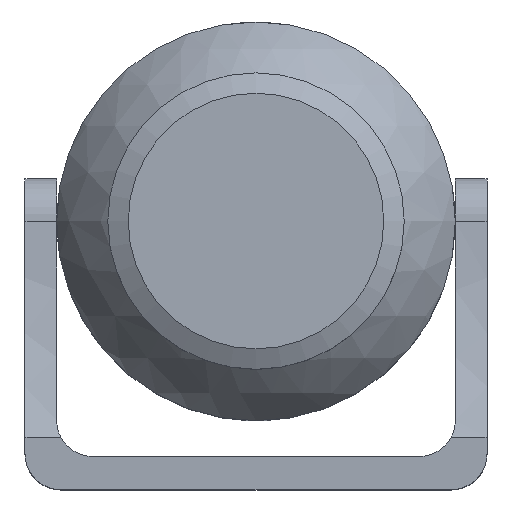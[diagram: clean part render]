
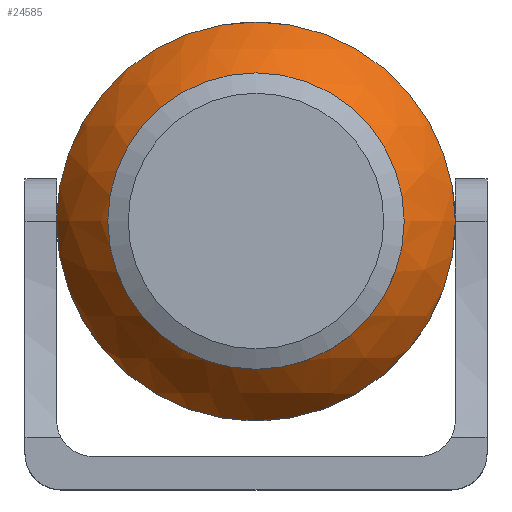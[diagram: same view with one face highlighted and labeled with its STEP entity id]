
A CAD part, top view. The second image highlights one B-rep face of the part: STEP entity #24585.
In plain terms, the highlighted spherical face has radius 22 mm.
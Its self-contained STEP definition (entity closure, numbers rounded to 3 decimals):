
#775=SPHERICAL_SURFACE('',#26297,22.);
#1382=FACE_BOUND('',#4127,.T.);
#2660=FACE_OUTER_BOUND('',#4126,.T.);
#4126=EDGE_LOOP('',(#22587,#22588));
#4127=EDGE_LOOP('',(#22589));
#5739=CIRCLE('',#24702,19.5);
#6706=CIRCLE('',#26298,19.5);
#6707=CIRCLE('',#26299,14.5);
#9299=VERTEX_POINT('',#31235);
#9300=VERTEX_POINT('',#31237);
#11678=VERTEX_POINT('',#68149);
#11833=EDGE_CURVE('',#9300,#9299,#5739,.T.);
#15368=EDGE_CURVE('',#9299,#9300,#6706,.T.);
#15369=EDGE_CURVE('',#11678,#11678,#6707,.T.);
#22587=ORIENTED_EDGE('',*,*,#15368,.T.);
#22588=ORIENTED_EDGE('',*,*,#11833,.T.);
#22589=ORIENTED_EDGE('',*,*,#15369,.F.);
#24585=ADVANCED_FACE('',(#2660,#1382),#775,.T.);
#24702=AXIS2_PLACEMENT_3D('',#31238,#26446,#26447);
#26297=AXIS2_PLACEMENT_3D('',#68147,#30813,#30814);
#26298=AXIS2_PLACEMENT_3D('',#68148,#30815,#30816);
#26299=AXIS2_PLACEMENT_3D('',#68150,#30817,#30818);
#26446=DIRECTION('center_axis',(0.,0.,
1.));
#26447=DIRECTION('ref_axis',(0.,-1.,0.));
#30813=DIRECTION('center_axis',(0.,1.,0.));
#30814=DIRECTION('ref_axis',(0.,0.,
1.));
#30815=DIRECTION('center_axis',(0.,0.,
1.));
#30816=DIRECTION('ref_axis',(0.,-1.,0.));
#30817=DIRECTION('center_axis',(0.,0.,
1.));
#30818=DIRECTION('ref_axis',(0.,-1.,0.));
#31235=CARTESIAN_POINT('',(-19.5,0.,0.));
#31237=CARTESIAN_POINT('',(19.5,0.,0.));
#31238=CARTESIAN_POINT('Origin',(0.,0.,
0.));
#68147=CARTESIAN_POINT('Origin',(0.,0.,
-10.186));
#68148=CARTESIAN_POINT('Origin',(0.,0.,
0.));
#68149=CARTESIAN_POINT('',(-14.5,0.,6.36));
#68150=CARTESIAN_POINT('Origin',(0.,0.,
6.36));
